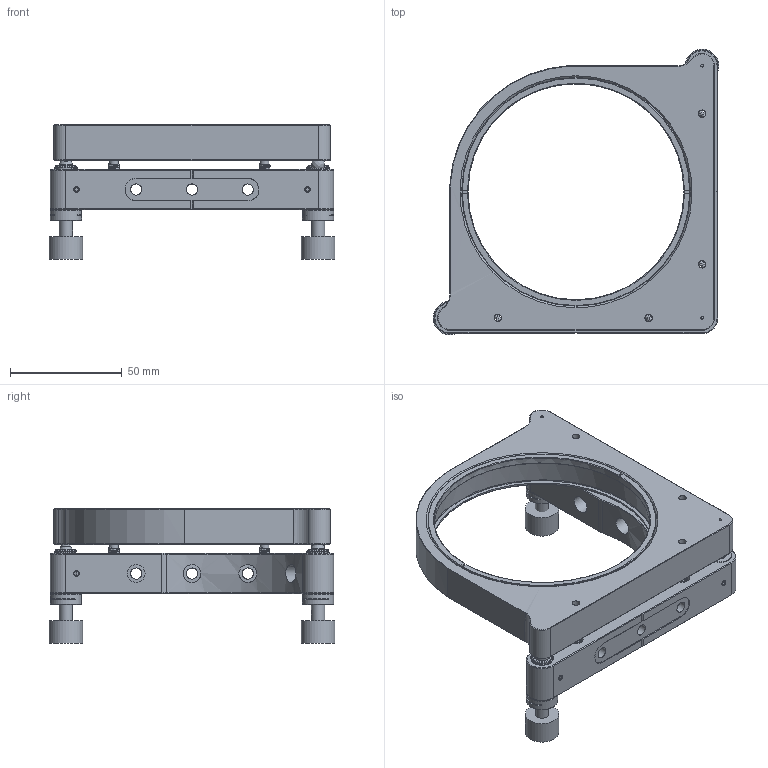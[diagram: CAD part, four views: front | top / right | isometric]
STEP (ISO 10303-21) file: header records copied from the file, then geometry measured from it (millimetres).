
FILE_DESCRIPTION (( 'STEP AP203' ), '1' );
FILE_NAME ('520113.STEP', '2024-05-14T05:39:55', ( 'Windows User' ), ( 'P R C' ), 'SwSTEP 2.0', 'SolidWorks 2020', '' );
FILE_SCHEMA (( 'CONFIG_CONTROL_DESIGN' ));
Length unit declared in the file: millimetre
Products named in the file (1): 520113
Bounding box: 128 x 128 x 60.2 mm (x, y, z)
Surface area: 54631.8 mm2 (no closed solid volume)
Topology: 0 solids, 44 shells, 307 faces, 891 edges, 605 vertices
Faces by surface type: plane 146, cylinder 86, cone 58, bspline 17
Full cylindrical faces by diameter (mm): 1.2 x3, 2 x4, 2.5 x2, 3 x2, 3.3 x4, 4 x6, 5 x6, 5.1 x1, 6 x2, 6.5 x8, 8 x7, 9.5 x4, 10 x1, 14 x2, 15 x2, 96.8 x1, 99.6 x1, 101.96 x1, 102.489 x1
Entity records: 21232 total; most frequent: CARTESIAN_POINT 14034, DIRECTION 1349, ORIENTED_EDGE 1323, EDGE_CURVE 746, VERTEX_POINT 559, AXIS2_PLACEMENT_3D 514, EDGE_LOOP 457, FACE_OUTER_BOUND 360
